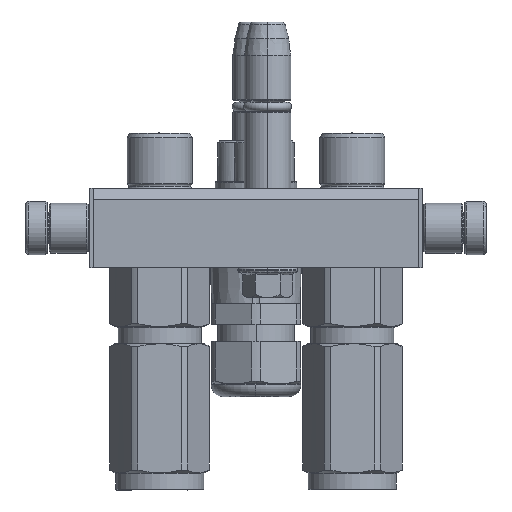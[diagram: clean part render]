
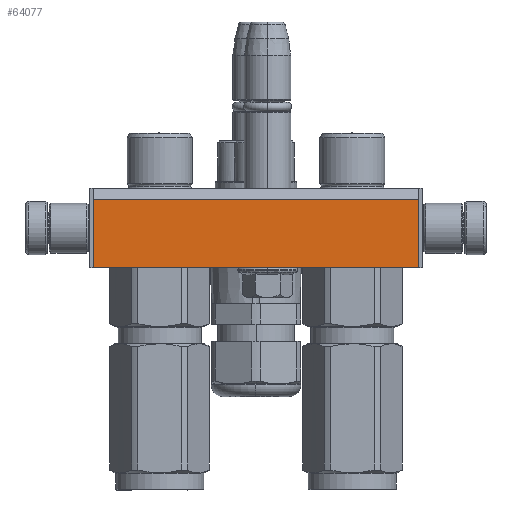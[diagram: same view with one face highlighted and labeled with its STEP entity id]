
A CAD part, left-side view. The second image highlights one B-rep face of the part: STEP entity #64077.
In plain terms, the highlighted face is planar.
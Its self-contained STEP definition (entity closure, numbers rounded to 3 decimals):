
#178 = VECTOR ( 'NONE', #57641, 1000. ) ;
#1446 = CARTESIAN_POINT ( 'NONE',  ( -20., 3.464, 24. ) ) ;
#1979 = LINE ( 'NONE', #47328, #52917 ) ;
#3223 = DIRECTION ( 'NONE',  ( 1., 0., 0. ) ) ;
#4970 = VECTOR ( 'NONE', #3223, 1000. ) ;
#6568 = LINE ( 'NONE', #34155, #4970 ) ;
#9276 = VERTEX_POINT ( 'NONE', #14087 ) ;
#10784 = VERTEX_POINT ( 'NONE', #42556 ) ;
#11405 = DIRECTION ( 'NONE',  ( 0., 1., 0. ) ) ;
#13006 = VECTOR ( 'NONE', #11405, 1000. ) ;
#14087 = CARTESIAN_POINT ( 'NONE',  ( 78., 3.464, 24. ) ) ;
#16626 = DIRECTION ( 'NONE',  ( 1., 0., 0. ) ) ;
#17315 = AXIS2_PLACEMENT_3D ( 'NONE', #41670, #57300, #16626 ) ;
#18442 = ORIENTED_EDGE ( 'NONE', *, *, #48647, .T. ) ;
#19030 = FACE_OUTER_BOUND ( 'NONE', #30160, .T. ) ;
#26374 = EDGE_CURVE ( 'NONE', #42985, #10784, #60825, .T. ) ;
#26719 = LINE ( 'NONE', #1446, #13006 ) ;
#27408 = ORIENTED_EDGE ( 'NONE', *, *, #49932, .T. ) ;
#29499 = CARTESIAN_POINT ( 'NONE',  ( -20., 3.464, 24. ) ) ;
#30160 = EDGE_LOOP ( 'NONE', ( #56774, #66798, #27408, #18442 ) ) ;
#31882 = DIRECTION ( 'NONE',  ( 0., 1., 0. ) ) ;
#34155 = CARTESIAN_POINT ( 'NONE',  ( -20., 3.464, 24. ) ) ;
#41670 = CARTESIAN_POINT ( 'NONE',  ( -21., 0., 24. ) ) ;
#41920 = CARTESIAN_POINT ( 'NONE',  ( -20., 24., 24. ) ) ;
#42556 = CARTESIAN_POINT ( 'NONE',  ( 78., 24., 24. ) ) ;
#42985 = VERTEX_POINT ( 'NONE', #41920 ) ;
#43151 = CARTESIAN_POINT ( 'NONE',  ( -20., 24., 24. ) ) ;
#47328 = CARTESIAN_POINT ( 'NONE',  ( 78., 3.464, 24. ) ) ;
#48647 = EDGE_CURVE ( 'NONE', #9276, #10784, #1979, .T. ) ;
#49932 = EDGE_CURVE ( 'NONE', #62510, #9276, #6568, .T. ) ;
#52917 = VECTOR ( 'NONE', #31882, 1000. ) ;
#56176 = EDGE_CURVE ( 'NONE', #62510, #42985, #26719, .T. ) ;
#56774 = ORIENTED_EDGE ( 'NONE', *, *, #26374, .F. ) ;
#57300 = DIRECTION ( 'NONE',  ( 0., 0., 1. ) ) ;
#57641 = DIRECTION ( 'NONE',  ( 1., 0., 0. ) ) ;
#60825 = LINE ( 'NONE', #43151, #178 ) ;
#62073 = PLANE ( 'NONE',  #17315 ) ;
#62510 = VERTEX_POINT ( 'NONE', #29499 ) ;
#64077 = ADVANCED_FACE ( 'NONE', ( #19030 ), #62073, .T. ) ;
#66798 = ORIENTED_EDGE ( 'NONE', *, *, #56176, .F. ) ;
